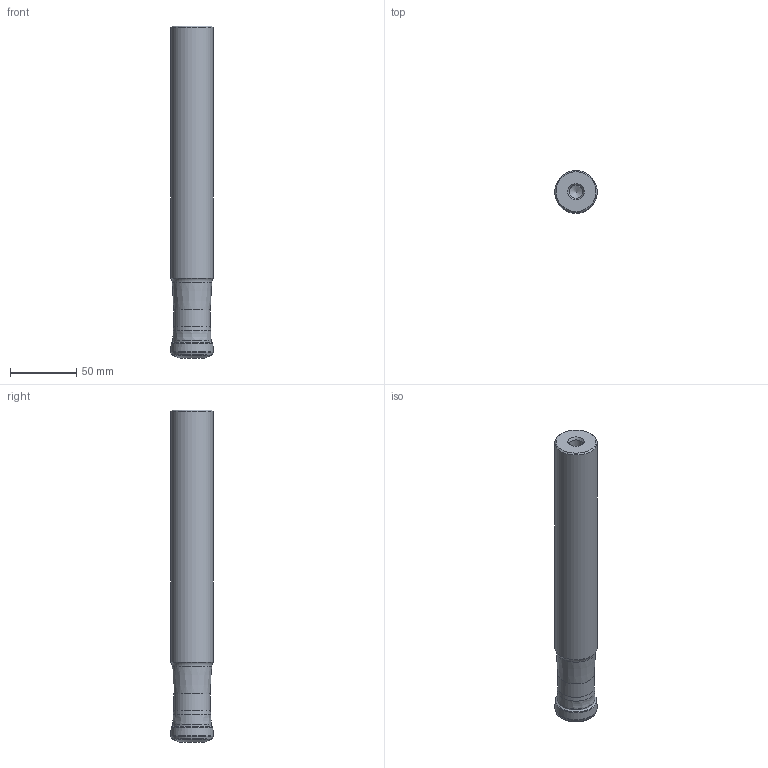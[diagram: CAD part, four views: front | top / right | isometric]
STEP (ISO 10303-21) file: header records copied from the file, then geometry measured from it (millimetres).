
FILE_DESCRIPTION(/* description */ (''),/* implementation_level */ '2;1');
FILE_NAME(/* name */ '32E2R060A32_SPD09_C_(PDMX-R)_115009081ndi000_00_SIM.stp',/* time_stamp */ '2019-12-03T09:38:33+01:00',/* author */ (''),/* organization */ (''),/* preprocessor_version */ 'ST-DEVELOPER v16.7',/* originating_system */ 'SIEMENS PLM Software NX 12.0',/* authorisation */ '');
FILE_SCHEMA (('AUTOMOTIVE_DESIGN { 1 0 10303 214 3 1 1 1 }'));
Length unit declared in the file: millimetre
Products named in the file (1): wq70057CCD62x9s7
Bounding box: 32 x 32 x 250 mm (x, y, z)
Volume: 180634.9 mm3; surface area: 35289.3 mm2
Topology: 2 solids, 2 shells, 58 faces, 113 edges, 58 vertices
Faces by surface type: revolution 33, cone 10, torus 7, cylinder 4, plane 3, bspline 1
Full cylindrical faces by diameter (mm): 9 x1, 10 x1, 28.7 x1, 32 x1
Entity records: 1478 total; most frequent: CARTESIAN_POINT 455, DIRECTION 197, FACE_BOUND 114, EDGE_LOOP 114, ORIENTED_EDGE 114, AXIS2_PLACEMENT_3D 82, ADVANCED_FACE 58, VERTEX_POINT 58
